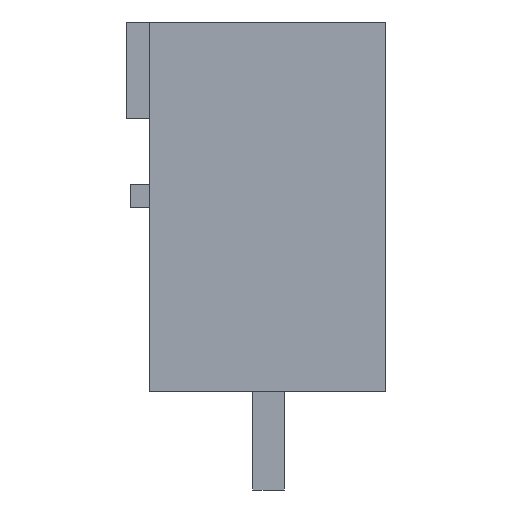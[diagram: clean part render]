
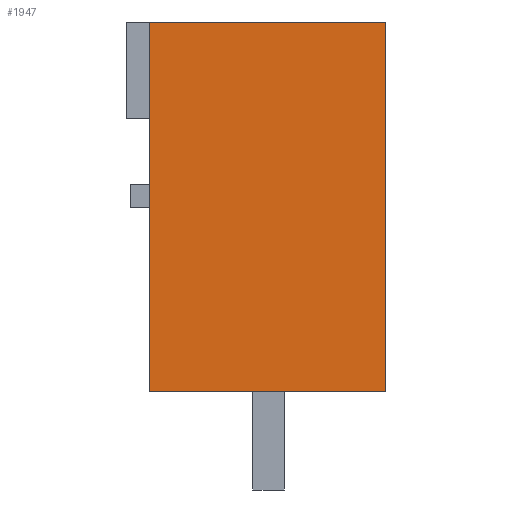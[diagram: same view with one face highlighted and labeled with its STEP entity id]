
A CAD part, left-side view. The second image highlights one B-rep face of the part: STEP entity #1947.
In plain terms, the highlighted planar face has unit normal (-1, 0, 0).
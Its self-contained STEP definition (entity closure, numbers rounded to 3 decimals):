
#1934=AXIS2_PLACEMENT_3D('Plane Axis2P3D',#1931,#1932,#1933) ;
#89=CARTESIAN_POINT('Vertex',(0.,0.,15.2)) ;
#124=CARTESIAN_POINT('Vertex',(0.,7.68,15.2)) ;
#127=CARTESIAN_POINT('Line Origine',(0.,3.84,15.2)) ;
#1159=CARTESIAN_POINT('Line Origine',(0.,0.,9.2)) ;
#1163=CARTESIAN_POINT('Vertex',(0.,0.,3.2)) ;
#1347=CARTESIAN_POINT('Vertex',(0.,7.68,3.2)) ;
#1350=CARTESIAN_POINT('Line Origine',(0.,7.68,9.2)) ;
#1931=CARTESIAN_POINT('Axis2P3D Location',(0.,9.077,15.2)) ;
#1936=CARTESIAN_POINT('Line Origine',(0.,3.84,3.2)) ;
#128=DIRECTION('Vector Direction',(0.,-1.,0.)) ;
#1160=DIRECTION('Vector Direction',(0.,0.,-1.)) ;
#1351=DIRECTION('Vector Direction',(0.,0.,-1.)) ;
#1932=DIRECTION('Axis2P3D Direction',(1.,0.,0.)) ;
#1933=DIRECTION('Axis2P3D XDirection',(0.,-1.,0.)) ;
#1937=DIRECTION('Vector Direction',(0.,1.,0.)) ;
#129=VECTOR('Line Direction',#128,1.) ;
#1161=VECTOR('Line Direction',#1160,1.) ;
#1352=VECTOR('Line Direction',#1351,1.) ;
#1938=VECTOR('Line Direction',#1937,1.) ;
#1942=ORIENTED_EDGE('',*,*,#1354,.T.) ;
#1943=ORIENTED_EDGE('',*,*,#1940,.F.) ;
#1944=ORIENTED_EDGE('',*,*,#1165,.F.) ;
#1945=ORIENTED_EDGE('',*,*,#131,.T.) ;
#1947=ADVANCED_FACE('Body',(#1946),#1935,.F.) ;
#131=EDGE_CURVE('',#90,#125,#130,.F.) ;
#1165=EDGE_CURVE('',#90,#1164,#1162,.T.) ;
#1354=EDGE_CURVE('',#125,#1348,#1353,.T.) ;
#1940=EDGE_CURVE('',#1164,#1348,#1939,.T.) ;
#1941=EDGE_LOOP('',(#1942,#1943,#1944,#1945)) ;
#1946=FACE_OUTER_BOUND('',#1941,.T.) ;
#130=LINE('Line',#127,#129) ;
#1162=LINE('Line',#1159,#1161) ;
#1353=LINE('Line',#1350,#1352) ;
#1939=LINE('Line',#1936,#1938) ;
#1935=PLANE('',#1934) ;
#90=VERTEX_POINT('',#89) ;
#125=VERTEX_POINT('',#124) ;
#1164=VERTEX_POINT('',#1163) ;
#1348=VERTEX_POINT('',#1347) ;
